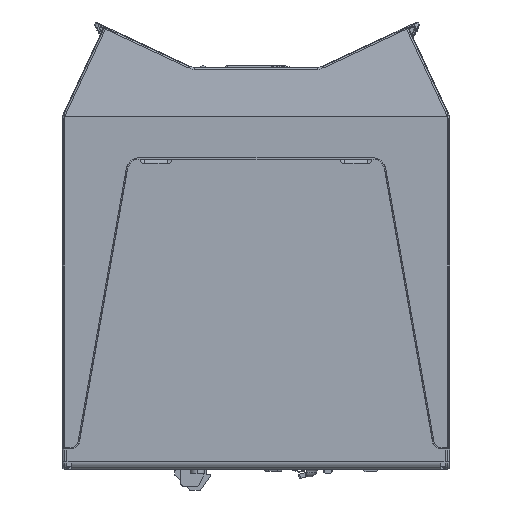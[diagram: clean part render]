
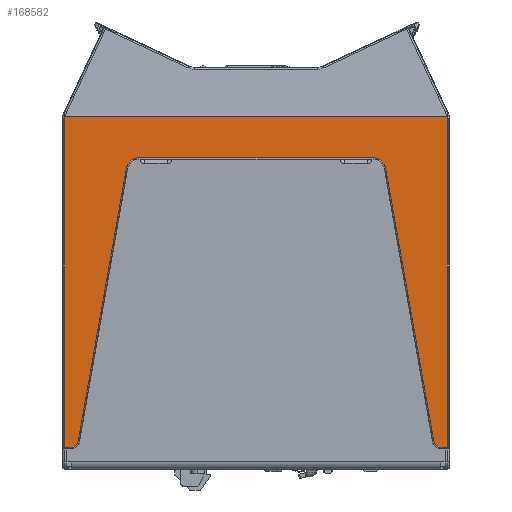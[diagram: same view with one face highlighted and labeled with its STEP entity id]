
A CAD part, left-side view. The second image highlights one B-rep face of the part: STEP entity #168582.
In plain terms, the highlighted planar face has unit normal (-1, 0, 0).
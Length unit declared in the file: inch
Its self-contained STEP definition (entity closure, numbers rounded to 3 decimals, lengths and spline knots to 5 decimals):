
#1656 = LINE ( 'NONE', #160622, #98766 ) ;
#1995 = DIRECTION ( 'NONE',  ( 0., 1., 0. ) ) ;
#2070 = ORIENTED_EDGE ( 'NONE', *, *, #70044, .F. ) ;
#2470 = ORIENTED_EDGE ( 'NONE', *, *, #6942, .T. ) ;
#2980 = VERTEX_POINT ( 'NONE', #133840 ) ;
#5865 = CIRCLE ( 'NONE', #28081, 0.17717 ) ;
#6008 = EDGE_CURVE ( 'NONE', #111019, #97877, #88001, .T. ) ;
#6295 = CARTESIAN_POINT ( 'NONE',  ( -1.5748, 2.62105, 2.08868 ) ) ;
#6909 = CARTESIAN_POINT ( 'NONE',  ( -1.5748, -1.78104, 1.36789 ) ) ;
#6942 = EDGE_CURVE ( 'NONE', #96129, #97634, #117759, .T. ) ;
#7680 = CARTESIAN_POINT ( 'NONE',  ( -1.5748, -1.72045, 1.47284 ) ) ;
#15973 = CARTESIAN_POINT ( 'NONE',  ( -1.5748, 1.78104, 1.36789 ) ) ;
#21036 = AXIS2_PLACEMENT_3D ( 'NONE', #21043, #83703, #98408 ) ;
#21043 = CARTESIAN_POINT ( 'NONE',  ( -1.5748, 0., 0.59756 ) ) ;
#24225 = CIRCLE ( 'NONE', #124194, 0.17717 ) ;
#24498 = VECTOR ( 'NONE', #104742, 39.37008 ) ;
#24526 = EDGE_CURVE ( 'NONE', #137281, #153409, #144681, .T. ) ;
#28081 = AXIS2_PLACEMENT_3D ( 'NONE', #72110, #125043, #59927 ) ;
#28339 = CARTESIAN_POINT ( 'NONE',  ( -1.5748, -2.62598, -2.46209 ) ) ;
#29427 = EDGE_CURVE ( 'NONE', #44049, #85576, #1656, .T. ) ;
#31531 = DIRECTION ( 'NONE',  ( 0., -0.985, -0.174 ) ) ;
#31596 = DIRECTION ( 'NONE',  ( 0., 0.174, -0.985 ) ) ;
#35355 = VERTEX_POINT ( 'NONE', #126828 ) ;
#36528 = EDGE_CURVE ( 'NONE', #55197, #111019, #79230, .T. ) ;
#38252 = EDGE_CURVE ( 'NONE', #130168, #2980, #148877, .T. ) ;
#39674 = ORIENTED_EDGE ( 'NONE', *, *, #36528, .F. ) ;
#41170 = VECTOR ( 'NONE', #105667, 39.37008 ) ;
#41384 = DIRECTION ( 'NONE',  ( 1., 0., 0. ) ) ;
#41473 = EDGE_CURVE ( 'NONE', #115726, #137281, #117577, .T. ) ;
#43763 = FACE_OUTER_BOUND ( 'NONE', #122657, .T. ) ;
#44049 = VERTEX_POINT ( 'NONE', #67548 ) ;
#46305 = PLANE ( 'NONE',  #21036 ) ;
#46598 = ORIENTED_EDGE ( 'NONE', *, *, #113589, .F. ) ;
#46906 = DIRECTION ( 'NONE',  ( 1., 0., 0. ) ) ;
#47147 = CARTESIAN_POINT ( 'NONE',  ( -1.5748, 1.60657, 1.33712 ) ) ;
#48841 = ORIENTED_EDGE ( 'NONE', *, *, #38252, .F. ) ;
#50909 = CARTESIAN_POINT ( 'NONE',  ( -1.5748, 2.62598, 0.34814 ) ) ;
#53534 = DIRECTION ( 'NONE',  ( 0., 0.643, 0.766 ) ) ;
#55197 = VERTEX_POINT ( 'NONE', #61213 ) ;
#56985 = DIRECTION ( 'NONE',  ( 0., 1., 0. ) ) ;
#57979 = VECTOR ( 'NONE', #1995, 39.37008 ) ;
#58361 = EDGE_CURVE ( 'NONE', #97877, #115726, #5865, .T. ) ;
#59024 = CARTESIAN_POINT ( 'NONE',  ( -1.5748, -1.60657, 1.51429 ) ) ;
#59233 = CARTESIAN_POINT ( 'NONE',  ( -1.5748, -1.60657, 1.33712 ) ) ;
#59927 = DIRECTION ( 'NONE',  ( 0., -0.643, 0.766 ) ) ;
#60097 = DIRECTION ( 'NONE',  ( -1., 0., 0. ) ) ;
#61213 = CARTESIAN_POINT ( 'NONE',  ( -1.5748, -2.44203, -2.38076 ) ) ;
#62210 = ORIENTED_EDGE ( 'NONE', *, *, #125399, .T. ) ;
#63311 = CARTESIAN_POINT ( 'NONE',  ( -1.5748, 2.53896, -2.46209 ) ) ;
#66610 = LINE ( 'NONE', #28339, #41170 ) ;
#66760 = LINE ( 'NONE', #63311, #82267 ) ;
#67548 = CARTESIAN_POINT ( 'NONE',  ( -1.5748, -2.62598, 2.05377 ) ) ;
#69057 = ORIENTED_EDGE ( 'NONE', *, *, #41473, .F. ) ;
#70044 = EDGE_CURVE ( 'NONE', #35355, #55197, #167992, .T. ) ;
#72017 = CARTESIAN_POINT ( 'NONE',  ( -1.5748, -2.5, 2.05377 ) ) ;
#72110 = CARTESIAN_POINT ( 'NONE',  ( -1.5748, -1.60657, 1.33712 ) ) ;
#73496 = VECTOR ( 'NONE', #56985, 39.37008 ) ;
#73973 = AXIS2_PLACEMENT_3D ( 'NONE', #112277, #150514, #31531 ) ;
#75960 = CARTESIAN_POINT ( 'NONE',  ( -1.5748, 1.78104, 1.36789 ) ) ;
#76160 = CARTESIAN_POINT ( 'NONE',  ( -1.5748, 1.60657, 1.33712 ) ) ;
#77887 = DIRECTION ( 'NONE',  ( -1., 0., 0. ) ) ;
#79230 = LINE ( 'NONE', #155652, #115107 ) ;
#80325 = EDGE_CURVE ( 'NONE', #83412, #44049, #119541, .T. ) ;
#80970 = EDGE_CURVE ( 'NONE', #96129, #162588, #164066, .T. ) ;
#82267 = VECTOR ( 'NONE', #116260, 39.37008 ) ;
#83060 = CARTESIAN_POINT ( 'NONE',  ( -1.5748, -2.65748, 2.08868 ) ) ;
#83333 = DIRECTION ( 'NONE',  ( 0., 0., -1. ) ) ;
#83412 = VERTEX_POINT ( 'NONE', #111866 ) ;
#83703 = DIRECTION ( 'NONE',  ( 1., 0., 0. ) ) ;
#85576 = VERTEX_POINT ( 'NONE', #98882 ) ;
#86291 = LINE ( 'NONE', #15973, #86755 ) ;
#86755 = VECTOR ( 'NONE', #31596, 39.37008 ) ;
#88001 = CIRCLE ( 'NONE', #110232, 0.17717 ) ;
#88542 = CARTESIAN_POINT ( 'NONE',  ( -1.5748, -2.53896, -2.36367 ) ) ;
#88784 = DIRECTION ( 'NONE',  ( -1., 0., 0. ) ) ;
#91509 = CARTESIAN_POINT ( 'NONE',  ( -1.5748, 2.44203, -2.38076 ) ) ;
#91524 = CARTESIAN_POINT ( 'NONE',  ( -1.5748, -1.60657, 1.51429 ) ) ;
#95166 = EDGE_CURVE ( 'NONE', #2980, #97634, #66760, .T. ) ;
#96129 = VERTEX_POINT ( 'NONE', #156243 ) ;
#97634 = VERTEX_POINT ( 'NONE', #99135 ) ;
#97877 = VERTEX_POINT ( 'NONE', #7680 ) ;
#98220 = CARTESIAN_POINT ( 'NONE',  ( -1.5748, 1.60657, 1.51429 ) ) ;
#98408 = DIRECTION ( 'NONE',  ( 0., 0., 1. ) ) ;
#98766 = VECTOR ( 'NONE', #83333, 39.37008 ) ;
#98882 = CARTESIAN_POINT ( 'NONE',  ( -1.5748, -2.62598, -2.46209 ) ) ;
#99135 = CARTESIAN_POINT ( 'NONE',  ( -1.5748, 2.62598, -2.46209 ) ) ;
#99994 = ORIENTED_EDGE ( 'NONE', *, *, #58361, .F. ) ;
#104742 = DIRECTION ( 'NONE',  ( 0., 0., -1. ) ) ;
#105667 = DIRECTION ( 'NONE',  ( 0., 1., 0. ) ) ;
#110232 = AXIS2_PLACEMENT_3D ( 'NONE', #59233, #60097, #140829 ) ;
#111019 = VERTEX_POINT ( 'NONE', #6909 ) ;
#111389 = AXIS2_PLACEMENT_3D ( 'NONE', #127012, #126147, #151387 ) ;
#111677 = LINE ( 'NONE', #83060, #73496 ) ;
#111866 = CARTESIAN_POINT ( 'NONE',  ( -1.5748, -2.62105, 2.08868 ) ) ;
#112277 = CARTESIAN_POINT ( 'NONE',  ( -1.5748, 2.53896, -2.36367 ) ) ;
#113589 = EDGE_CURVE ( 'NONE', #85576, #35355, #66610, .T. ) ;
#114594 = DIRECTION ( 'NONE',  ( 0., 0., -1. ) ) ;
#114694 = EDGE_CURVE ( 'NONE', #153409, #118415, #24225, .T. ) ;
#115107 = VECTOR ( 'NONE', #141790, 39.37008 ) ;
#115726 = VERTEX_POINT ( 'NONE', #59024 ) ;
#116260 = DIRECTION ( 'NONE',  ( 0., 1., 0. ) ) ;
#116691 = AXIS2_PLACEMENT_3D ( 'NONE', #72017, #41384, #120370 ) ;
#116731 = ORIENTED_EDGE ( 'NONE', *, *, #95166, .F. ) ;
#117577 = LINE ( 'NONE', #91524, #57979 ) ;
#117759 = LINE ( 'NONE', #50909, #24498 ) ;
#118415 = VERTEX_POINT ( 'NONE', #75960 ) ;
#119541 = CIRCLE ( 'NONE', #116691, 0.12598 ) ;
#120370 = DIRECTION ( 'NONE',  ( 0., -0.994, 0.112 ) ) ;
#120408 = ORIENTED_EDGE ( 'NONE', *, *, #114694, .F. ) ;
#122657 = EDGE_LOOP ( 'NONE', ( #46598, #137598, #163015, #62210, #145652, #2470, #116731, #48841, #137054, #120408, #152713, #69057, #99994, #145641, #39674, #2070 ) ) ;
#123260 = EDGE_CURVE ( 'NONE', #118415, #130168, #86291, .T. ) ;
#124194 = AXIS2_PLACEMENT_3D ( 'NONE', #76160, #77887, #53534 ) ;
#125043 = DIRECTION ( 'NONE',  ( -1., 0., 0. ) ) ;
#125399 = EDGE_CURVE ( 'NONE', #83412, #162588, #111677, .T. ) ;
#126141 = DIRECTION ( 'NONE',  ( 0., 0., 1. ) ) ;
#126147 = DIRECTION ( 'NONE',  ( 1., 0., 0. ) ) ;
#126828 = CARTESIAN_POINT ( 'NONE',  ( -1.5748, -2.53896, -2.46209 ) ) ;
#127012 = CARTESIAN_POINT ( 'NONE',  ( -1.5748, 2.5, 2.05377 ) ) ;
#130168 = VERTEX_POINT ( 'NONE', #91509 ) ;
#133840 = CARTESIAN_POINT ( 'NONE',  ( -1.5748, 2.53896, -2.46209 ) ) ;
#137054 = ORIENTED_EDGE ( 'NONE', *, *, #123260, .F. ) ;
#137281 = VERTEX_POINT ( 'NONE', #98220 ) ;
#137598 = ORIENTED_EDGE ( 'NONE', *, *, #29427, .F. ) ;
#140251 = AXIS2_PLACEMENT_3D ( 'NONE', #88542, #46906, #114594 ) ;
#140829 = DIRECTION ( 'NONE',  ( 0., -0.985, 0.174 ) ) ;
#141790 = DIRECTION ( 'NONE',  ( 0., 0.174, 0.985 ) ) ;
#144681 = CIRCLE ( 'NONE', #166830, 0.17717 ) ;
#145641 = ORIENTED_EDGE ( 'NONE', *, *, #6008, .F. ) ;
#145652 = ORIENTED_EDGE ( 'NONE', *, *, #80970, .F. ) ;
#148877 = CIRCLE ( 'NONE', #73973, 0.09843 ) ;
#150514 = DIRECTION ( 'NONE',  ( 1., 0., 0. ) ) ;
#151387 = DIRECTION ( 'NONE',  ( 0., 0.994, 0.112 ) ) ;
#152713 = ORIENTED_EDGE ( 'NONE', *, *, #24526, .F. ) ;
#153409 = VERTEX_POINT ( 'NONE', #167072 ) ;
#155652 = CARTESIAN_POINT ( 'NONE',  ( -1.5748, -2.44203, -2.38076 ) ) ;
#156243 = CARTESIAN_POINT ( 'NONE',  ( -1.5748, 2.62598, 2.05377 ) ) ;
#160622 = CARTESIAN_POINT ( 'NONE',  ( -1.5748, -2.62598, 0.34814 ) ) ;
#162588 = VERTEX_POINT ( 'NONE', #6295 ) ;
#163015 = ORIENTED_EDGE ( 'NONE', *, *, #80325, .F. ) ;
#164066 = CIRCLE ( 'NONE', #111389, 0.12598 ) ;
#166830 = AXIS2_PLACEMENT_3D ( 'NONE', #47147, #88784, #126141 ) ;
#167072 = CARTESIAN_POINT ( 'NONE',  ( -1.5748, 1.72045, 1.47284 ) ) ;
#167992 = CIRCLE ( 'NONE', #140251, 0.09843 ) ;
#168582 = ADVANCED_FACE ( 'NONE', ( #43763 ), #46305, .F. ) ;
